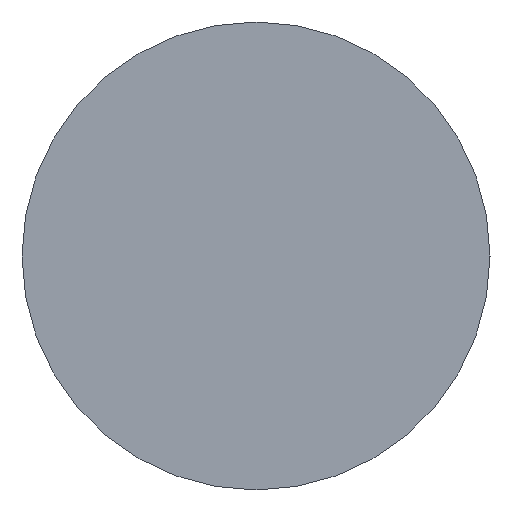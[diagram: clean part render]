
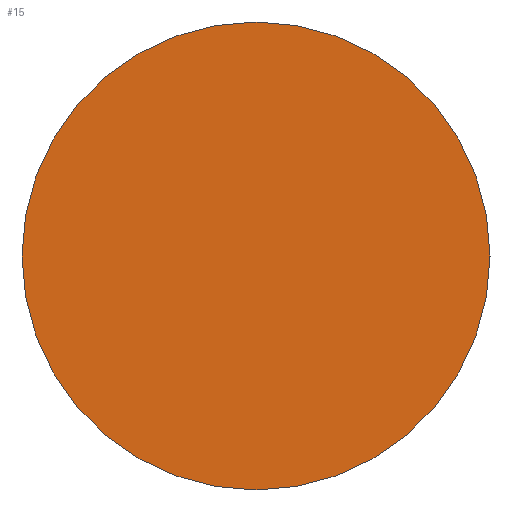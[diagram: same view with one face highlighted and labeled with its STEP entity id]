
A CAD part, left-side view. The second image highlights one B-rep face of the part: STEP entity #15.
In plain terms, the highlighted planar face has unit normal (-1, 0, 0).
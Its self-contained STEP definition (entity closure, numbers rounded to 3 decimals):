
#11 = DIRECTION ( 'NONE',  ( 1., 0., 0. ) ) ;
#13 = ORIENTED_EDGE ( 'NONE', *, *, #49, .T. ) ;
#15 = ADVANCED_FACE ( 'NONE', ( #117 ), #126, .F. ) ;
#23 = CARTESIAN_POINT ( 'NONE',  ( 424.058, 107.481, 0. ) ) ;
#38 = CARTESIAN_POINT ( 'NONE',  ( 424.058, 105.481, 0. ) ) ;
#42 = CARTESIAN_POINT ( 'NONE',  ( 424.058, 105.481, 2. ) ) ;
#45 = EDGE_CURVE ( 'NONE', #69, #164, #157, .T. ) ;
#49 = EDGE_CURVE ( 'NONE', #164, #69, #51, .T. ) ;
#51 = CIRCLE ( 'NONE', #139, 2. ) ;
#53 = CARTESIAN_POINT ( 'NONE',  ( 424.058, 105.481, 0. ) ) ;
#54 = DIRECTION ( 'NONE',  ( -1., 0., 0. ) ) ;
#66 = DIRECTION ( 'NONE',  ( -1., 0., 0. ) ) ;
#69 = VERTEX_POINT ( 'NONE', #42 ) ;
#84 = AXIS2_PLACEMENT_3D ( 'NONE', #53, #54, #160 ) ;
#105 = ORIENTED_EDGE ( 'NONE', *, *, #45, .T. ) ;
#107 = DIRECTION ( 'NONE',  ( 0., 0., -1. ) ) ;
#117 = FACE_OUTER_BOUND ( 'NONE', #178, .T. ) ;
#121 = CARTESIAN_POINT ( 'NONE',  ( 424.058, 105.481, -2. ) ) ;
#123 = AXIS2_PLACEMENT_3D ( 'NONE', #23, #11, #107 ) ;
#126 = PLANE ( 'NONE',  #123 ) ;
#139 = AXIS2_PLACEMENT_3D ( 'NONE', #38, #66, #161 ) ;
#157 = CIRCLE ( 'NONE', #84, 2. ) ;
#160 = DIRECTION ( 'NONE',  ( 0., 0., 1. ) ) ;
#161 = DIRECTION ( 'NONE',  ( 0., 0., 1. ) ) ;
#164 = VERTEX_POINT ( 'NONE', #121 ) ;
#178 = EDGE_LOOP ( 'NONE', ( #105, #13 ) ) ;
